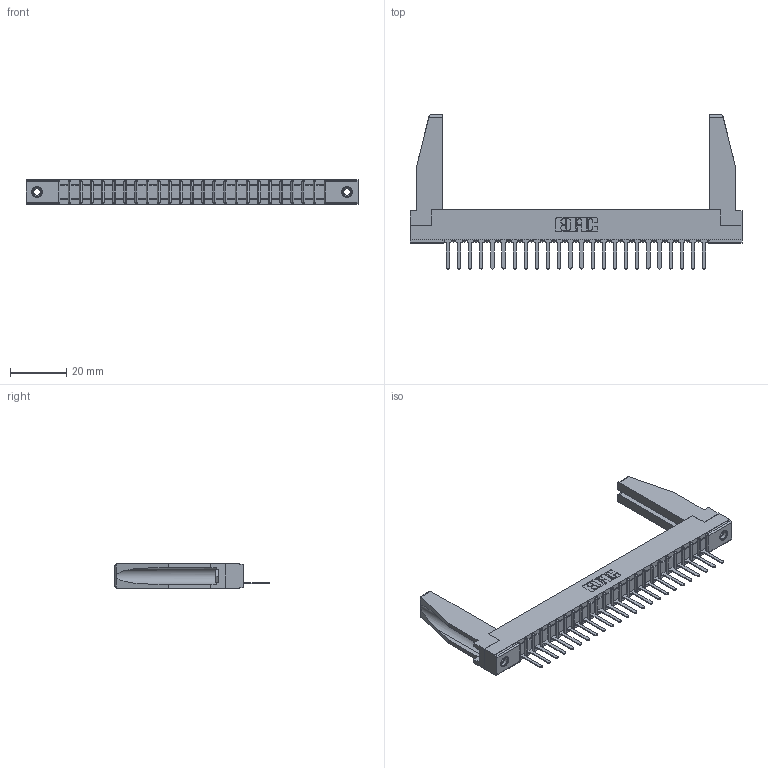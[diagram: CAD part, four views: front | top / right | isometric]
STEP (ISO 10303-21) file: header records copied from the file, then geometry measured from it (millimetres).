
FILE_DESCRIPTION (( 'STEP AP203' ), '1' );
FILE_NAME ('307-024-527-178.STEP', '2019-09-03T20:44:12', ( '' ), ( '' ), 'SwSTEP 2.0', 'SolidWorks 2016', '' );
FILE_SCHEMA (( 'CONFIG_CONTROL_DESIGN' ));
Length unit declared in the file: inch
Products named in the file (5): 307-290-001_527; 307-024-527-178; 345-250-001_345-250-001-102; 307-220-078; 307 Part_.156 Dia Mounting Holes
Assembly tree (29 placements, depth 2):
  307-024-527-178
    307 Part_.156 Dia Mounting Holes
    307-290-001_527  x24
    307-220-078  x2
    345-250-001_345-250-001-102  x2
Bounding box: 118.11 x 54.81 x 8.71 mm (x, y, z)
Volume: 11460.8 mm3; surface area: 15560.4 mm2
Topology: 29 solids, 29 shells, 1617 faces, 4541 edges, 2918 vertices
Faces by surface type: plane 1042, cylinder 509, sphere 50, cone 12, torus 4
Entity records: 25201 total; most frequent: CARTESIAN_POINT 4238, ORIENTED_EDGE 4180, DIRECTION 4088, EDGE_CURVE 2090, VECTOR 1600, LINE 1600, VERTEX_POINT 1352, AXIS2_PLACEMENT_3D 1244
